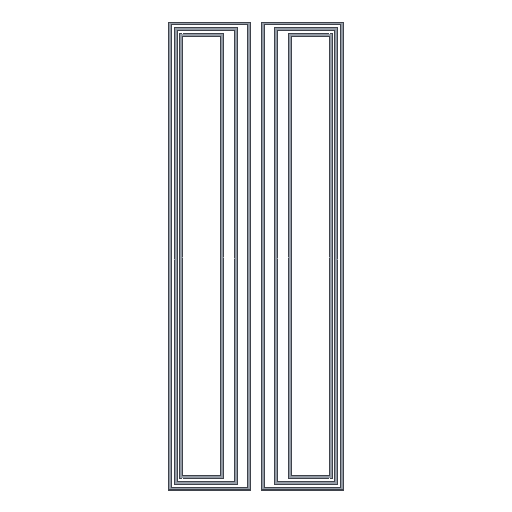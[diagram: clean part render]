
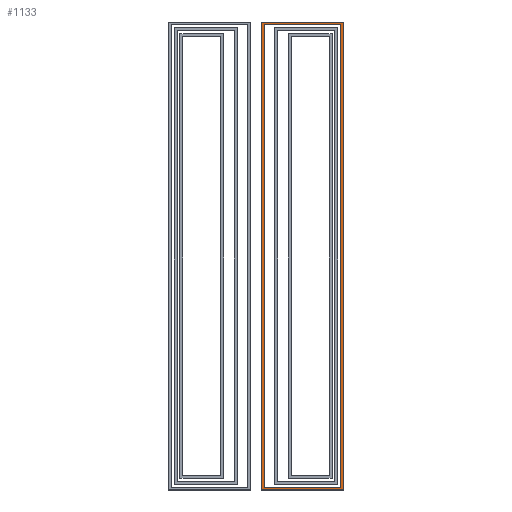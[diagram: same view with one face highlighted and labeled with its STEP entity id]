
A CAD part, top view. The second image highlights one B-rep face of the part: STEP entity #1133.
In plain terms, the highlighted planar face has unit normal (0, 0, 1).
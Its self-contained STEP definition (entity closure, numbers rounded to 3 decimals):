
#23=FACE_BOUND('',#124,.T.);
#59=FACE_OUTER_BOUND('',#123,.T.);
#123=EDGE_LOOP('',(#819,#820,#821,#822));
#124=EDGE_LOOP('',(#823,#824,#825,#826));
#213=LINE('',#1624,#357);
#216=LINE('',#1630,#360);
#219=LINE('',#1636,#363);
#222=LINE('',#1640,#366);
#225=LINE('',#1648,#369);
#228=LINE('',#1654,#372);
#231=LINE('',#1660,#375);
#234=LINE('',#1664,#378);
#357=VECTOR('',#1344,10.);
#360=VECTOR('',#1349,10.);
#363=VECTOR('',#1354,10.);
#366=VECTOR('',#1359,10.);
#369=VECTOR('',#1364,10.);
#372=VECTOR('',#1369,10.);
#375=VECTOR('',#1374,10.);
#378=VECTOR('',#1379,10.);
#485=VERTEX_POINT('',#1621);
#486=VERTEX_POINT('',#1623);
#488=VERTEX_POINT('',#1629);
#490=VERTEX_POINT('',#1635);
#493=VERTEX_POINT('',#1645);
#494=VERTEX_POINT('',#1647);
#496=VERTEX_POINT('',#1653);
#498=VERTEX_POINT('',#1659);
#597=EDGE_CURVE('',#486,#485,#213,.T.);
#600=EDGE_CURVE('',#488,#486,#216,.T.);
#603=EDGE_CURVE('',#490,#488,#219,.T.);
#606=EDGE_CURVE('',#485,#490,#222,.T.);
#609=EDGE_CURVE('',#494,#493,#225,.T.);
#612=EDGE_CURVE('',#496,#494,#228,.T.);
#615=EDGE_CURVE('',#498,#496,#231,.T.);
#618=EDGE_CURVE('',#493,#498,#234,.T.);
#819=ORIENTED_EDGE('',*,*,#618,.T.);
#820=ORIENTED_EDGE('',*,*,#615,.T.);
#821=ORIENTED_EDGE('',*,*,#612,.T.);
#822=ORIENTED_EDGE('',*,*,#609,.T.);
#823=ORIENTED_EDGE('',*,*,#606,.T.);
#824=ORIENTED_EDGE('',*,*,#603,.T.);
#825=ORIENTED_EDGE('',*,*,#600,.T.);
#826=ORIENTED_EDGE('',*,*,#597,.T.);
#1007=PLANE('',#1218);
#1133=ADVANCED_FACE('',(#59,#23),#1007,.T.);
#1218=AXIS2_PLACEMENT_3D('',#1665,#1380,#1381);
#1344=DIRECTION('',(0.,-1.,0.));
#1349=DIRECTION('',(1.,0.,0.));
#1354=DIRECTION('',(0.,1.,0.));
#1359=DIRECTION('',(-1.,0.,0.));
#1364=DIRECTION('',(0.,1.,0.));
#1369=DIRECTION('',(1.,0.,0.));
#1374=DIRECTION('',(0.,-1.,0.));
#1379=DIRECTION('',(-1.,0.,0.));
#1380=DIRECTION('center_axis',(0.,0.,1.));
#1381=DIRECTION('ref_axis',(1.,0.,0.));
#1621=CARTESIAN_POINT('',(145.,-395.,5.));
#1623=CARTESIAN_POINT('',(145.,395.,5.));
#1624=CARTESIAN_POINT('',(145.,395.,5.));
#1629=CARTESIAN_POINT('',(14.,395.,5.));
#1630=CARTESIAN_POINT('',(14.,395.,5.));
#1635=CARTESIAN_POINT('',(14.,-395.,5.));
#1636=CARTESIAN_POINT('',(14.,-395.,5.));
#1640=CARTESIAN_POINT('',(145.,-395.,5.));
#1645=CARTESIAN_POINT('',(150.,400.,5.));
#1647=CARTESIAN_POINT('',(150.,-400.,5.));
#1648=CARTESIAN_POINT('',(150.,-400.,5.));
#1653=CARTESIAN_POINT('',(9.,-400.,5.));
#1654=CARTESIAN_POINT('',(9.,-400.,5.));
#1659=CARTESIAN_POINT('',(9.,400.,5.));
#1660=CARTESIAN_POINT('',(9.,400.,5.));
#1664=CARTESIAN_POINT('',(150.,400.,5.));
#1665=CARTESIAN_POINT('Origin',(79.5,0.,5.));
